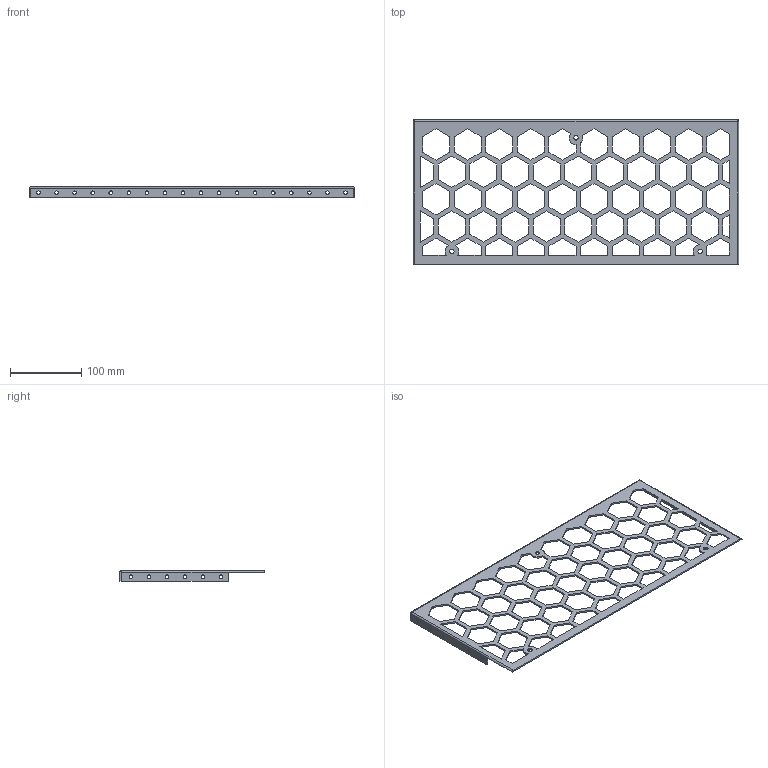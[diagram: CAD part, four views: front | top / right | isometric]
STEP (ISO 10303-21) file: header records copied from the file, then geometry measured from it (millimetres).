
FILE_DESCRIPTION(/* description */ ('STEP AP242','CAx-IF Rec.Pracs.---Representation and Presentation of Product Manufacturing Information (PMI)---4.0---2014-10-13','CAx-IF Rec.Pracs.---3D Tessellated Geometry---0.4---2014-09-14','2;1'),/* implementation_level */ '2;1');
FILE_NAME(/* name */ '668c08f9b1c1b36f3156ae3a',/* time_stamp */ '2024-07-08T15:42:50Z',/* author */ (''),/* organization */ (''),/* preprocessor_version */ 'ST-DEVELOPER v20',/* originating_system */ ' ',/* authorisation */ ' ');
FILE_SCHEMA (('AP242_MANAGED_MODEL_BASED_3D_ENGINEERING_MIM_LF { 1 0 10303 442 1 1 4 }'));
Length unit declared in the file: metre
Products named in the file (1): Honeycomb of hell
Bounding box: 457.2 x 203.2 x 14.73 mm (x, y, z)
Volume: 93015.8 mm3; surface area: 108536 mm2
Topology: 1 solids, 1 shells, 354 faces, 1056 edges, 704 vertices
Faces by surface type: plane 311, cylinder 43
Full cylindrical faces by diameter (mm): 4.978 x30, 6.35 x3
Entity records: 11813 total; most frequent: CARTESIAN_POINT 2058, ORIENTED_EDGE 2022, DIRECTION 1805, EDGE_CURVE 1011, LINE 927, VECTOR 927, VERTEX_POINT 692, EDGE_LOOP 557
